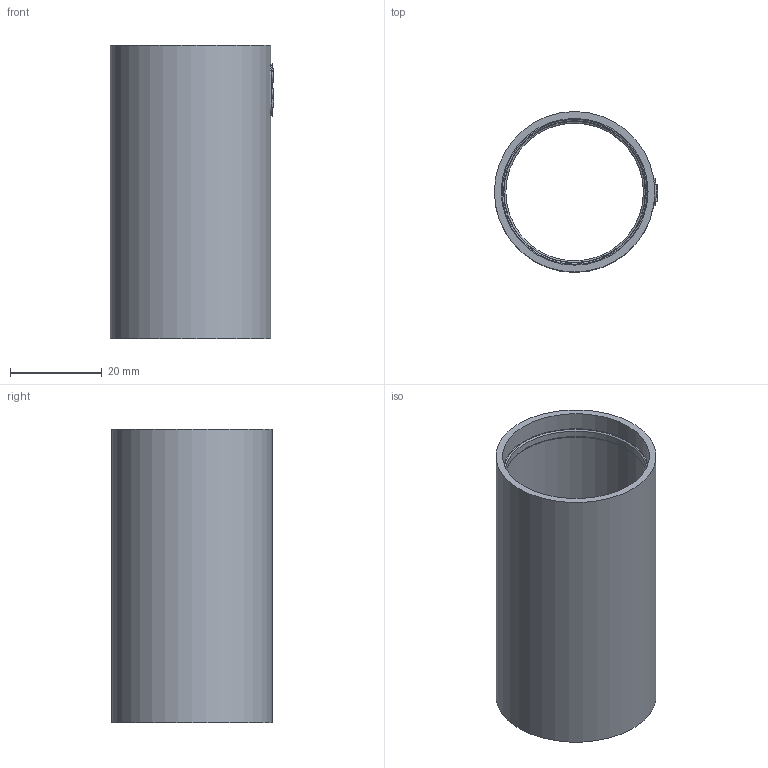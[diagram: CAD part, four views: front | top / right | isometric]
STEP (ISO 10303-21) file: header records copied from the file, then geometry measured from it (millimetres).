
FILE_DESCRIPTION (( 'STEP AP203' ), '1' );
FILE_NAME ('CTA10D-GFLEX32-K08-025 Ìóôòà äëÿ ãîôðèðîâàííûõ òðóá, ïðîçðà÷íàÿ GFLEX32 ÈÝÊ.STEP', '2016-06-09T14:07:47', ( '' ), ( '' ), 'SwSTEP 2.0', 'SolidWorks 2014', '' );
FILE_SCHEMA (( 'CONFIG_CONTROL_DESIGN' ));
Length unit declared in the file: millimetre
Products named in the file (1): CTA10D-GFLEX32-K08-025 Ìóôòà äëÿ ãîôðèðîâàííûõ òðóá, ïðîçðà÷íàÿ GFLEX32 ÈÝÊ
Bounding box: 35.6 x 35 x 64 mm (x, y, z)
Volume: 10506.4 mm3; surface area: 14256.8 mm2
Topology: 5 solids, 5 shells, 83 faces, 195 edges, 128 vertices
Faces by surface type: bspline 33, plane 27, cylinder 17, torus 6
Full cylindrical faces by diameter (mm): 30 x1, 31 x2, 32 x4, 35 x1
Entity records: 4033 total; most frequent: CARTESIAN_POINT 2385, ORIENTED_EDGE 362, DIRECTION 211, EDGE_CURVE 181, VERTEX_POINT 128, EDGE_LOOP 109, FACE_OUTER_BOUND 97, ADVANCED_FACE 83
